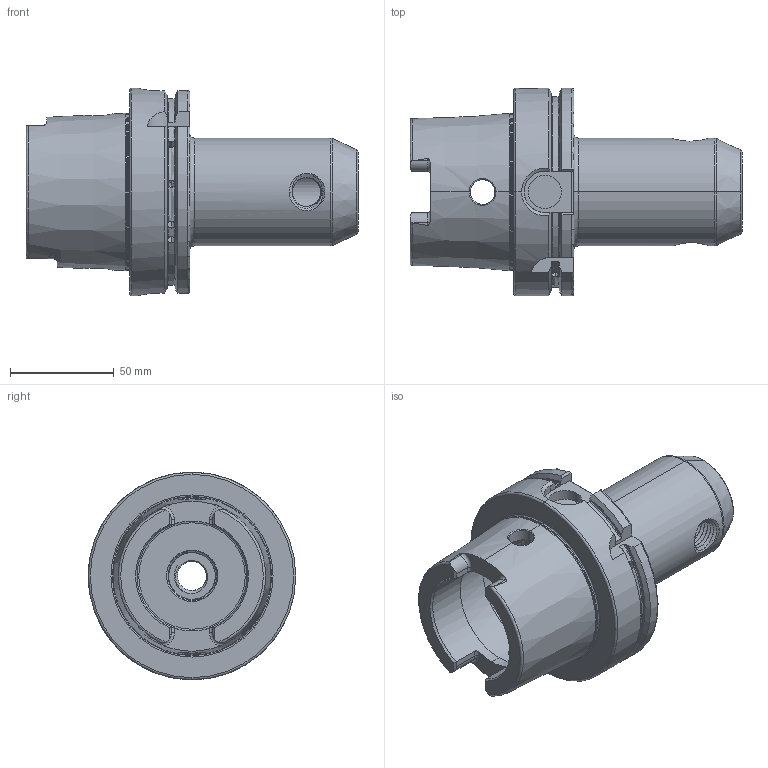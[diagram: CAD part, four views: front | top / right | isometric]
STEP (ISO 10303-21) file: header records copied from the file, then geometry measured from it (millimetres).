
FILE_DESCRIPTION (( 'STEP AP203' ), '1' );
FILE_NAME ('A100.05.20.STEP', '2016-10-19T03:56:12', ( '' ), ( '' ), 'SwSTEP 2.0', 'SolidWorks 2012', '' );
FILE_SCHEMA (( 'CONFIG_CONTROL_DESIGN' ));
Length unit declared in the file: millimetre
Products named in the file (1): A100.05.20
Bounding box: 160 x 100 x 100 mm (x, y, z)
Volume: 392004.7 mm3; surface area: 70409.4 mm2
Topology: 1 solids, 1 shells, 268 faces, 736 edges, 468 vertices
Faces by surface type: cylinder 122, plane 47, torus 37, cone 34, bspline 26, sphere 2
Entity records: 31131 total; most frequent: CARTESIAN_POINT 25018, ORIENTED_EDGE 1452, DIRECTION 1061, EDGE_CURVE 726, VERTEX_POINT 468, AXIS2_PLACEMENT_3D 428, EDGE_LOOP 284, ADVANCED_FACE 268
